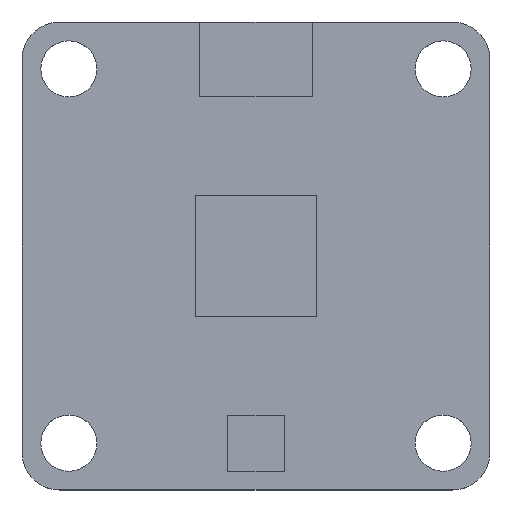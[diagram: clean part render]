
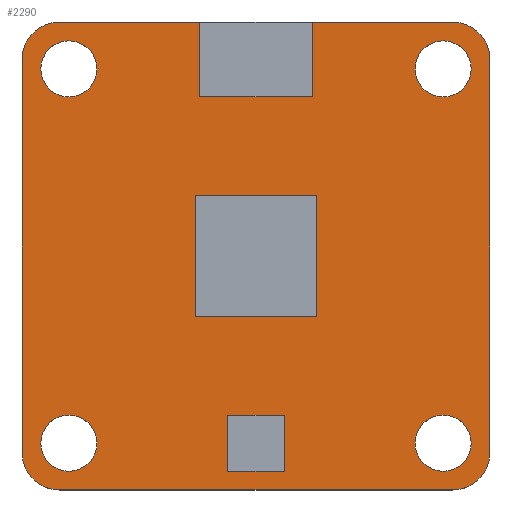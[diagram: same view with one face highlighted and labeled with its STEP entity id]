
A CAD part, top view. The second image highlights one B-rep face of the part: STEP entity #2290.
In plain terms, the highlighted planar face has unit normal (0, 0, 1).
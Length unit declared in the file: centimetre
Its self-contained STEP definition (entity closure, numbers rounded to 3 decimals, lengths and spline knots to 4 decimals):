
#34=CIRCLE('',#2353,0.15);
#35=CIRCLE('',#2355,0.15);
#36=CIRCLE('',#2357,0.15);
#37=CIRCLE('',#2359,0.15);
#38=CIRCLE('',#2385,0.2);
#39=CIRCLE('',#2386,0.2);
#40=CIRCLE('',#2387,0.2);
#41=CIRCLE('',#2388,0.2);
#58=FACE_BOUND('',#441,.T.);
#59=FACE_BOUND('',#442,.T.);
#60=FACE_BOUND('',#443,.T.);
#61=FACE_BOUND('',#444,.T.);
#62=FACE_BOUND('',#445,.T.);
#63=FACE_BOUND('',#446,.T.);
#302=FACE_OUTER_BOUND('',#440,.T.);
#440=EDGE_LOOP('',(#2038,#2039,#2040,#2041,#2042,#2043,#2044,#2045,#2046,
#2047,#2048,#2049));
#441=EDGE_LOOP('',(#2050));
#442=EDGE_LOOP('',(#2051));
#443=EDGE_LOOP('',(#2052));
#444=EDGE_LOOP('',(#2053));
#445=EDGE_LOOP('',(#2054,#2055,#2056,#2057));
#446=EDGE_LOOP('',(#2058,#2059,#2060,#2061));
#634=LINE('',#4096,#860);
#638=LINE('',#4104,#864);
#641=LINE('',#4110,#867);
#644=LINE('',#4115,#870);
#646=LINE('',#4121,#872);
#650=LINE('',#4129,#876);
#653=LINE('',#4135,#879);
#656=LINE('',#4140,#882);
#658=LINE('',#4146,#884);
#662=LINE('',#4154,#888);
#665=LINE('',#4160,#891);
#669=LINE('',#4168,#895);
#670=LINE('',#4172,#896);
#671=LINE('',#4176,#897);
#672=LINE('',#4180,#898);
#673=LINE('',#4183,#899);
#860=VECTOR('',#2716,1.);
#864=VECTOR('',#2722,1.);
#867=VECTOR('',#2727,1.);
#870=VECTOR('',#2732,1.);
#872=VECTOR('',#2738,1.);
#876=VECTOR('',#2744,1.);
#879=VECTOR('',#2749,1.);
#882=VECTOR('',#2754,1.);
#884=VECTOR('',#2760,1.);
#888=VECTOR('',#2766,1.);
#891=VECTOR('',#2771,1.);
#895=VECTOR('',#2779,1.);
#896=VECTOR('',#2782,1.);
#897=VECTOR('',#2785,1.);
#898=VECTOR('',#2788,1.);
#899=VECTOR('',#2791,1.);
#1084=VERTEX_POINT('',#4048);
#1085=VERTEX_POINT('',#4051);
#1086=VERTEX_POINT('',#4054);
#1087=VERTEX_POINT('',#4057);
#1096=VERTEX_POINT('',#4094);
#1097=VERTEX_POINT('',#4095);
#1100=VERTEX_POINT('',#4103);
#1102=VERTEX_POINT('',#4109);
#1104=VERTEX_POINT('',#4119);
#1105=VERTEX_POINT('',#4120);
#1108=VERTEX_POINT('',#4128);
#1110=VERTEX_POINT('',#4134);
#1112=VERTEX_POINT('',#4144);
#1113=VERTEX_POINT('',#4145);
#1116=VERTEX_POINT('',#4153);
#1118=VERTEX_POINT('',#4159);
#1120=VERTEX_POINT('',#4167);
#1121=VERTEX_POINT('',#4169);
#1122=VERTEX_POINT('',#4171);
#1123=VERTEX_POINT('',#4173);
#1124=VERTEX_POINT('',#4175);
#1125=VERTEX_POINT('',#4177);
#1126=VERTEX_POINT('',#4179);
#1127=VERTEX_POINT('',#4181);
#1382=EDGE_CURVE('',#1084,#1084,#34,.T.);
#1383=EDGE_CURVE('',#1085,#1085,#35,.T.);
#1384=EDGE_CURVE('',#1086,#1086,#36,.T.);
#1385=EDGE_CURVE('',#1087,#1087,#37,.T.);
#1402=EDGE_CURVE('',#1096,#1097,#634,.T.);
#1406=EDGE_CURVE('',#1097,#1100,#638,.T.);
#1409=EDGE_CURVE('',#1100,#1102,#641,.T.);
#1412=EDGE_CURVE('',#1102,#1096,#644,.T.);
#1414=EDGE_CURVE('',#1104,#1105,#646,.T.);
#1418=EDGE_CURVE('',#1105,#1108,#650,.T.);
#1421=EDGE_CURVE('',#1108,#1110,#653,.T.);
#1424=EDGE_CURVE('',#1110,#1104,#656,.T.);
#1426=EDGE_CURVE('',#1112,#1113,#658,.T.);
#1430=EDGE_CURVE('',#1113,#1116,#662,.T.);
#1433=EDGE_CURVE('',#1116,#1118,#665,.T.);
#1437=EDGE_CURVE('',#1118,#1120,#669,.T.);
#1438=EDGE_CURVE('',#1120,#1121,#38,.T.);
#1439=EDGE_CURVE('',#1121,#1122,#670,.T.);
#1440=EDGE_CURVE('',#1122,#1123,#39,.T.);
#1441=EDGE_CURVE('',#1123,#1124,#671,.T.);
#1442=EDGE_CURVE('',#1124,#1125,#40,.T.);
#1443=EDGE_CURVE('',#1125,#1126,#672,.T.);
#1444=EDGE_CURVE('',#1126,#1127,#41,.T.);
#1445=EDGE_CURVE('',#1127,#1112,#673,.T.);
#2038=ORIENTED_EDGE('',*,*,#1426,.T.);
#2039=ORIENTED_EDGE('',*,*,#1430,.T.);
#2040=ORIENTED_EDGE('',*,*,#1433,.T.);
#2041=ORIENTED_EDGE('',*,*,#1437,.T.);
#2042=ORIENTED_EDGE('',*,*,#1438,.T.);
#2043=ORIENTED_EDGE('',*,*,#1439,.T.);
#2044=ORIENTED_EDGE('',*,*,#1440,.T.);
#2045=ORIENTED_EDGE('',*,*,#1441,.T.);
#2046=ORIENTED_EDGE('',*,*,#1442,.T.);
#2047=ORIENTED_EDGE('',*,*,#1443,.T.);
#2048=ORIENTED_EDGE('',*,*,#1444,.T.);
#2049=ORIENTED_EDGE('',*,*,#1445,.T.);
#2050=ORIENTED_EDGE('',*,*,#1382,.T.);
#2051=ORIENTED_EDGE('',*,*,#1383,.T.);
#2052=ORIENTED_EDGE('',*,*,#1384,.T.);
#2053=ORIENTED_EDGE('',*,*,#1385,.T.);
#2054=ORIENTED_EDGE('',*,*,#1402,.T.);
#2055=ORIENTED_EDGE('',*,*,#1406,.T.);
#2056=ORIENTED_EDGE('',*,*,#1409,.T.);
#2057=ORIENTED_EDGE('',*,*,#1412,.T.);
#2058=ORIENTED_EDGE('',*,*,#1414,.T.);
#2059=ORIENTED_EDGE('',*,*,#1418,.T.);
#2060=ORIENTED_EDGE('',*,*,#1421,.T.);
#2061=ORIENTED_EDGE('',*,*,#1424,.T.);
#2172=PLANE('',#2384);
#2290=ADVANCED_FACE('',(#302,#58,#59,#60,#61,#62,#63),#2172,.T.);
#2353=AXIS2_PLACEMENT_3D('',#4049,#2664,#2665);
#2355=AXIS2_PLACEMENT_3D('',#4052,#2668,#2669);
#2357=AXIS2_PLACEMENT_3D('',#4055,#2672,#2673);
#2359=AXIS2_PLACEMENT_3D('',#4058,#2676,#2677);
#2384=AXIS2_PLACEMENT_3D('',#4166,#2777,#2778);
#2385=AXIS2_PLACEMENT_3D('',#4170,#2780,#2781);
#2386=AXIS2_PLACEMENT_3D('',#4174,#2783,#2784);
#2387=AXIS2_PLACEMENT_3D('',#4178,#2786,#2787);
#2388=AXIS2_PLACEMENT_3D('',#4182,#2789,#2790);
#2664=DIRECTION('center_axis',(0.,0.,-1.));
#2665=DIRECTION('ref_axis',(1.,0.,0.));
#2668=DIRECTION('center_axis',(0.,0.,-1.));
#2669=DIRECTION('ref_axis',(1.,0.,0.));
#2672=DIRECTION('center_axis',(0.,0.,-1.));
#2673=DIRECTION('ref_axis',(1.,0.,0.));
#2676=DIRECTION('center_axis',(0.,0.,-1.));
#2677=DIRECTION('ref_axis',(1.,0.,0.));
#2716=DIRECTION('',(-1.,0.,0.));
#2722=DIRECTION('',(0.,1.,0.));
#2727=DIRECTION('',(1.,0.,0.));
#2732=DIRECTION('',(0.,-1.,0.));
#2738=DIRECTION('',(1.,0.,0.));
#2744=DIRECTION('',(0.,-1.,0.));
#2749=DIRECTION('',(-1.,0.,0.));
#2754=DIRECTION('',(0.,1.,0.));
#2760=DIRECTION('',(0.,-1.,0.));
#2766=DIRECTION('',(-1.,0.,0.));
#2771=DIRECTION('',(0.,1.,0.));
#2777=DIRECTION('center_axis',(0.,0.,1.));
#2778=DIRECTION('ref_axis',(1.,0.,0.));
#2779=DIRECTION('',(-1.,0.,0.));
#2780=DIRECTION('center_axis',(0.,0.,1.));
#2781=DIRECTION('ref_axis',(0.,1.,0.));
#2782=DIRECTION('',(0.,-1.,0.));
#2783=DIRECTION('center_axis',(0.,0.,1.));
#2784=DIRECTION('ref_axis',(-1.,0.,0.));
#2785=DIRECTION('',(1.,0.,0.));
#2786=DIRECTION('center_axis',(0.,0.,1.));
#2787=DIRECTION('ref_axis',(0.,-1.,0.));
#2788=DIRECTION('',(0.,1.,0.));
#2789=DIRECTION('center_axis',(0.,0.,1.));
#2790=DIRECTION('ref_axis',(1.,0.,0.));
#2791=DIRECTION('',(-1.,0.,0.));
#4048=CARTESIAN_POINT('',(2.05,0.25,0.15));
#4049=CARTESIAN_POINT('Origin',(2.2,0.25,0.15));
#4051=CARTESIAN_POINT('',(0.05,2.25,0.15));
#4052=CARTESIAN_POINT('Origin',(0.2,2.25,0.15));
#4054=CARTESIAN_POINT('',(0.05,0.25,0.15));
#4055=CARTESIAN_POINT('Origin',(0.2,0.25,0.15));
#4057=CARTESIAN_POINT('',(2.05,2.25,0.15));
#4058=CARTESIAN_POINT('Origin',(2.2,2.25,0.15));
#4094=CARTESIAN_POINT('',(1.525,0.925,0.15));
#4095=CARTESIAN_POINT('',(0.875,0.925,0.15));
#4096=CARTESIAN_POINT('',(1.0375,0.925,0.15));
#4103=CARTESIAN_POINT('',(0.875,1.575,0.15));
#4104=CARTESIAN_POINT('',(0.875,1.4125,0.15));
#4109=CARTESIAN_POINT('',(1.525,1.575,0.15));
#4110=CARTESIAN_POINT('',(1.3625,1.575,0.15));
#4115=CARTESIAN_POINT('',(1.525,1.0875,0.15));
#4119=CARTESIAN_POINT('',(1.05,0.4,0.15));
#4120=CARTESIAN_POINT('',(1.35,0.4,0.15));
#4121=CARTESIAN_POINT('',(1.275,0.4,0.15));
#4128=CARTESIAN_POINT('',(1.35,0.1,0.15));
#4129=CARTESIAN_POINT('',(1.35,0.675,0.15));
#4134=CARTESIAN_POINT('',(1.05,0.1,0.15));
#4135=CARTESIAN_POINT('',(1.125,0.1,0.15));
#4140=CARTESIAN_POINT('',(1.05,0.825,0.15));
#4144=CARTESIAN_POINT('',(1.5,2.5,0.15));
#4145=CARTESIAN_POINT('',(1.5,2.1,0.15));
#4146=CARTESIAN_POINT('',(1.5,1.675,0.15));
#4153=CARTESIAN_POINT('',(0.9,2.1,0.15));
#4154=CARTESIAN_POINT('',(1.05,2.1,0.15));
#4159=CARTESIAN_POINT('',(0.9,2.5,0.15));
#4160=CARTESIAN_POINT('',(0.9,1.875,0.15));
#4166=CARTESIAN_POINT('Origin',(1.2,1.25,0.15));
#4167=CARTESIAN_POINT('',(0.15,2.5,0.15));
#4168=CARTESIAN_POINT('',(2.25,2.5,0.15));
#4169=CARTESIAN_POINT('',(-0.05,2.3,0.15));
#4170=CARTESIAN_POINT('Origin',(0.15,2.3,0.15));
#4171=CARTESIAN_POINT('',(-0.05,0.2,0.15));
#4172=CARTESIAN_POINT('',(-0.05,2.3,0.15));
#4173=CARTESIAN_POINT('',(0.15,0.,0.15));
#4174=CARTESIAN_POINT('Origin',(0.15,0.2,0.15));
#4175=CARTESIAN_POINT('',(2.25,0.,0.15));
#4176=CARTESIAN_POINT('',(0.15,0.,0.15));
#4177=CARTESIAN_POINT('',(2.45,0.2,0.15));
#4178=CARTESIAN_POINT('Origin',(2.25,0.2,0.15));
#4179=CARTESIAN_POINT('',(2.45,2.3,0.15));
#4180=CARTESIAN_POINT('',(2.45,0.2,0.15));
#4181=CARTESIAN_POINT('',(2.25,2.5,0.15));
#4182=CARTESIAN_POINT('Origin',(2.25,2.3,0.15));
#4183=CARTESIAN_POINT('',(2.25,2.5,0.15));
